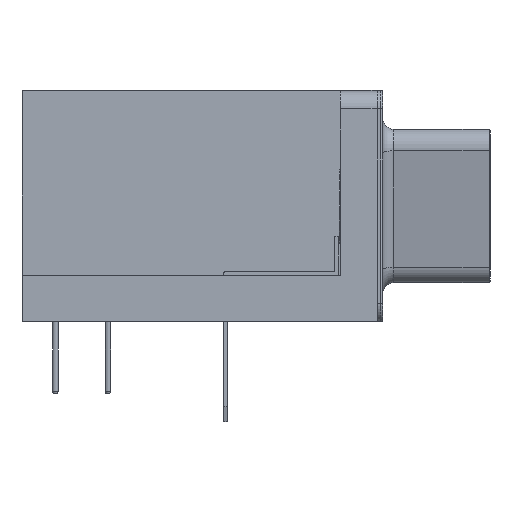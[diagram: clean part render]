
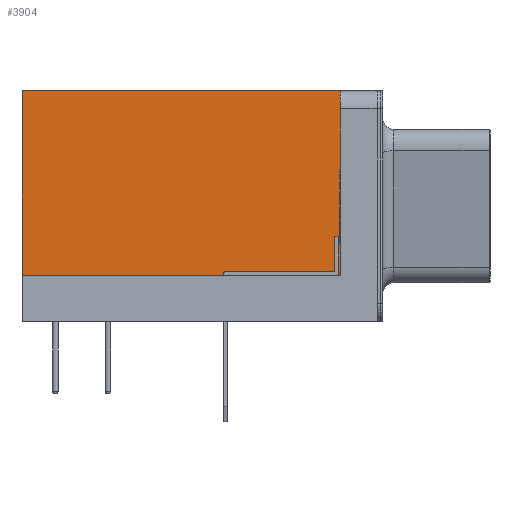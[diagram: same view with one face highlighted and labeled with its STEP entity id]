
A CAD part, left-side view. The second image highlights one B-rep face of the part: STEP entity #3904.
In plain terms, the highlighted planar face has unit normal (-1, 0, 0).
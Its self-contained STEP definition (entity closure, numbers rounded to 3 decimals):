
#2112 = VERTEX_POINT('',#2113);
#2113 = CARTESIAN_POINT('',(-4.27,1.8,12.5));
#2119 = EDGE_CURVE('',#2120,#2112,#2122,.T.);
#2120 = VERTEX_POINT('',#2121);
#2121 = CARTESIAN_POINT('',(-4.27,-15.4,12.5));
#2122 = LINE('',#2123,#2124);
#2123 = CARTESIAN_POINT('',(-4.27,-16.4,12.5));
#2124 = VECTOR('',#2125,1.);
#2125 = DIRECTION('',(0.,1.,0.));
#3695 = VERTEX_POINT('',#3696);
#3696 = CARTESIAN_POINT('',(-4.27,-15.4,2.5));
#3702 = EDGE_CURVE('',#3695,#2120,#3703,.T.);
#3703 = LINE('',#3704,#3705);
#3704 = CARTESIAN_POINT('',(-4.27,-15.4,2.5));
#3705 = VECTOR('',#3706,1.);
#3706 = DIRECTION('',(0.,0.,1.));
#3732 = VERTEX_POINT('',#3733);
#3733 = CARTESIAN_POINT('',(-4.27,1.8,2.5));
#3739 = EDGE_CURVE('',#3695,#3732,#3740,.T.);
#3740 = LINE('',#3741,#3742);
#3741 = CARTESIAN_POINT('',(-4.27,-15.4,2.5));
#3742 = VECTOR('',#3743,1.);
#3743 = DIRECTION('',(0.,1.,0.));
#3831 = EDGE_CURVE('',#3732,#2112,#3832,.T.);
#3832 = LINE('',#3833,#3834);
#3833 = CARTESIAN_POINT('',(-4.27,1.8,4.375));
#3834 = VECTOR('',#3835,1.);
#3835 = DIRECTION('',(0.,0.,1.));
#3904 = ADVANCED_FACE('',(#3905),#3911,.F.);
#3905 = FACE_BOUND('',#3906,.F.);
#3906 = EDGE_LOOP('',(#3907,#3908,#3909,#3910));
#3907 = ORIENTED_EDGE('',*,*,#3702,.F.);
#3908 = ORIENTED_EDGE('',*,*,#3739,.T.);
#3909 = ORIENTED_EDGE('',*,*,#3831,.T.);
#3910 = ORIENTED_EDGE('',*,*,#2119,.F.);
#3911 = PLANE('',#3912);
#3912 = AXIS2_PLACEMENT_3D('',#3913,#3914,#3915);
#3913 = CARTESIAN_POINT('',(-4.27,-15.4,2.5));
#3914 = DIRECTION('',(1.,0.,0.));
#3915 = DIRECTION('',(0.,0.,1.));
